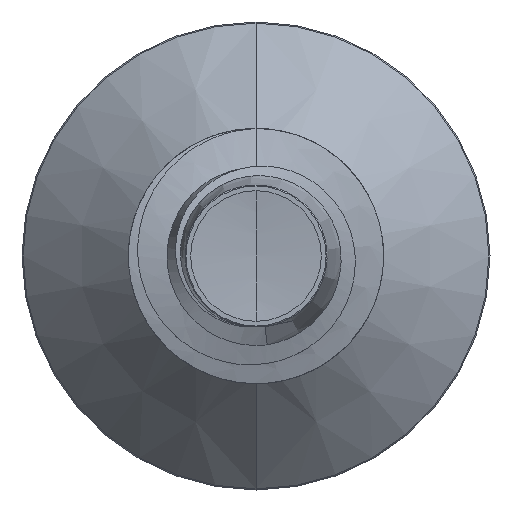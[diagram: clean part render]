
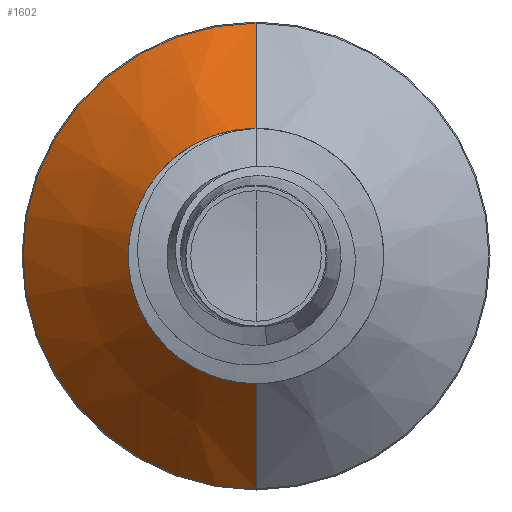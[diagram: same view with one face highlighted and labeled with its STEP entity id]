
A CAD part, front view. The second image highlights one B-rep face of the part: STEP entity #1602.
In plain terms, the highlighted conical face has half-angle 45 degrees and reference radius 1.414 mm.
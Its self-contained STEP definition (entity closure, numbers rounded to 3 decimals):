
#460 = CARTESIAN_POINT ( 'NONE',  ( 0., 6.114, 0. ) ) ;
#486 = DIRECTION ( 'NONE',  ( 0., 1., 0. ) ) ;
#1092 = ORIENTED_EDGE ( 'NONE', *, *, #8119, .T. ) ;
#1602 = ADVANCED_FACE ( 'NONE', ( #11478 ), #3175, .T. ) ;
#1681 = VERTEX_POINT ( 'NONE', #13472 ) ;
#1768 = AXIS2_PLACEMENT_3D ( 'NONE', #460, #486, #9700 ) ;
#1914 = CARTESIAN_POINT ( 'NONE',  ( 0., 6.114, 1.414 ) ) ;
#1918 = DIRECTION ( 'NONE',  ( 0., 0.707, 0.707 ) ) ;
#2908 = EDGE_CURVE ( 'NONE', #6989, #1681, #12508, .T. ) ;
#2971 = AXIS2_PLACEMENT_3D ( 'NONE', #12147, #10935, #8908 ) ;
#3175 = CONICAL_SURFACE ( 'NONE', #1768, 1.414, 0.785 ) ;
#3518 = VECTOR ( 'NONE', #4838, 1000. ) ;
#4160 = AXIS2_PLACEMENT_3D ( 'NONE', #11567, #11559, #13427 ) ;
#4838 = DIRECTION ( 'NONE',  ( 0., 0.707, -0.707 ) ) ;
#4846 = CARTESIAN_POINT ( 'NONE',  ( 0., 6.114, -1.414 ) ) ;
#5062 = EDGE_CURVE ( 'NONE', #10547, #13091, #11247, .T. ) ;
#5419 = CARTESIAN_POINT ( 'NONE',  ( 0., 7.437, -2.737 ) ) ;
#6989 = VERTEX_POINT ( 'NONE', #11480 ) ;
#8119 = EDGE_CURVE ( 'NONE', #10547, #6989, #13454, .T. ) ;
#8908 = DIRECTION ( 'NONE',  ( 0., 0., 1. ) ) ;
#9700 = DIRECTION ( 'NONE',  ( 0., 0., 1. ) ) ;
#10108 = ORIENTED_EDGE ( 'NONE', *, *, #5062, .F. ) ;
#10212 = EDGE_CURVE ( 'NONE', #13091, #1681, #13292, .T. ) ;
#10547 = VERTEX_POINT ( 'NONE', #13147 ) ;
#10935 = DIRECTION ( 'NONE',  ( 0., 1., 0. ) ) ;
#11104 = ORIENTED_EDGE ( 'NONE', *, *, #10212, .F. ) ;
#11247 = LINE ( 'NONE', #4846, #3518 ) ;
#11478 = FACE_OUTER_BOUND ( 'NONE', #11503, .T. ) ;
#11480 = CARTESIAN_POINT ( 'NONE',  ( 0., 6.114, 1.414 ) ) ;
#11503 = EDGE_LOOP ( 'NONE', ( #10108, #1092, #12032, #11104 ) ) ;
#11559 = DIRECTION ( 'NONE',  ( 0., 1., 0. ) ) ;
#11567 = CARTESIAN_POINT ( 'NONE',  ( 0., 7.437, 0. ) ) ;
#12032 = ORIENTED_EDGE ( 'NONE', *, *, #2908, .T. ) ;
#12147 = CARTESIAN_POINT ( 'NONE',  ( 0., 6.114, 0. ) ) ;
#12184 = VECTOR ( 'NONE', #1918, 1000. ) ;
#12508 = LINE ( 'NONE', #1914, #12184 ) ;
#13091 = VERTEX_POINT ( 'NONE', #5419 ) ;
#13147 = CARTESIAN_POINT ( 'NONE',  ( 0., 6.114, -1.414 ) ) ;
#13292 = CIRCLE ( 'NONE', #4160, 2.737 ) ;
#13427 = DIRECTION ( 'NONE',  ( 0., 0., 1. ) ) ;
#13454 = CIRCLE ( 'NONE', #2971, 1.414 ) ;
#13472 = CARTESIAN_POINT ( 'NONE',  ( 0., 7.437, 2.737 ) ) ;
